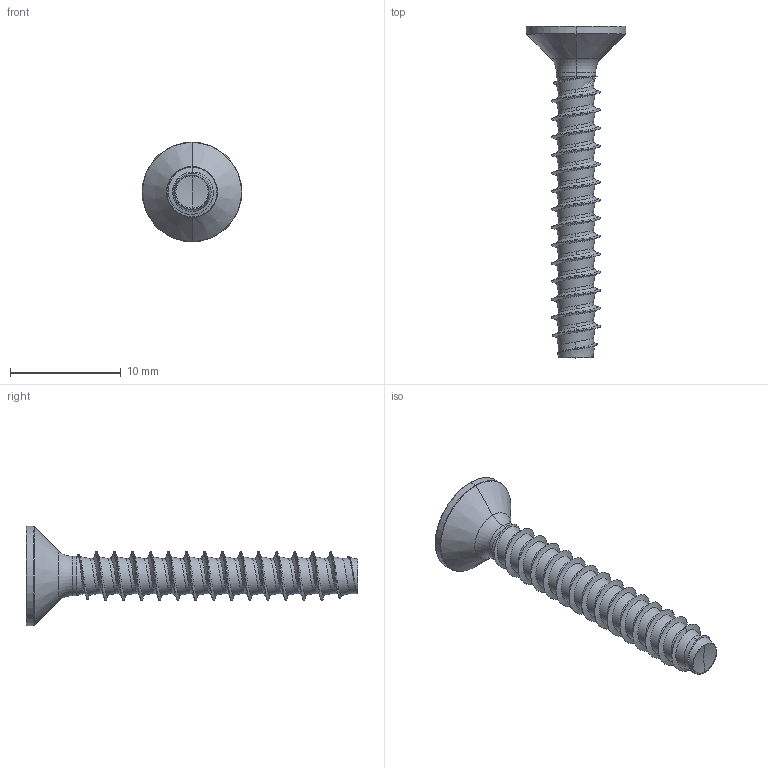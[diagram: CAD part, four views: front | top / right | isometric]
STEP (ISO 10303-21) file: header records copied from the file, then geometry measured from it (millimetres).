
FILE_DESCRIPTION (( 'STEP AP203' ), '1' );
FILE_NAME ('STP330450300.STEP', '2017-08-15T16:37:29', ( '' ), ( '' ), 'SwSTEP 2.0', 'SolidWorks 2015', '' );
FILE_SCHEMA (( 'CONFIG_CONTROL_DESIGN' ));
Length unit declared in the file: millimetre
Products named in the file (1): STP330450300
Bounding box: 9 x 30 x 9 mm (x, y, z)
Volume: 373.3 mm3; surface area: 623.9 mm2
Topology: 1 solids, 1 shells, 192 faces, 444 edges, 254 vertices
Faces by surface type: cylinder 77, bspline 51, sphere 26, plane 22, cone 10, torus 6
Entity records: 25717 total; most frequent: CARTESIAN_POINT 21822, ORIENTED_EDGE 884, DIRECTION 695, EDGE_CURVE 442, AXIS2_PLACEMENT_3D 282, VERTEX_POINT 254, EDGE_LOOP 194, FACE_OUTER_BOUND 192
